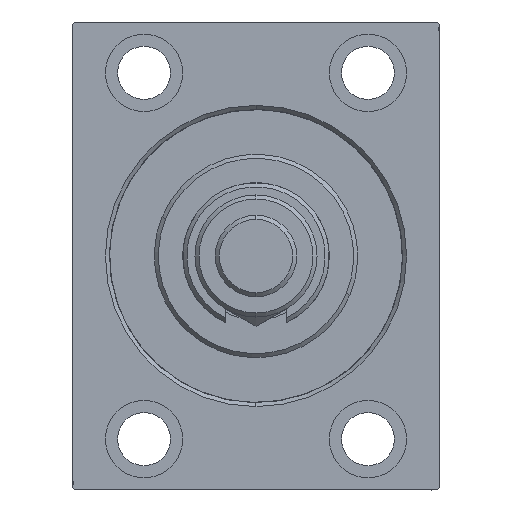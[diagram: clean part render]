
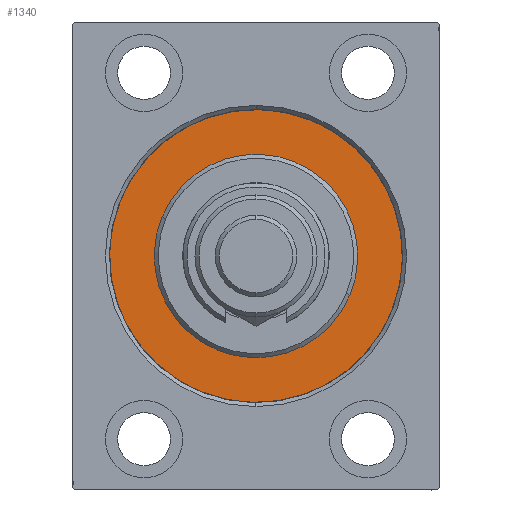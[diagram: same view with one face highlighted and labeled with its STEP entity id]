
A CAD part, left-side view. The second image highlights one B-rep face of the part: STEP entity #1340.
In plain terms, the highlighted face is planar.
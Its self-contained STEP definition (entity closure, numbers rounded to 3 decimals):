
#611 = DIRECTION ( 'NONE',  ( 0., 0., 1. ) ) ;
#1340 = ADVANCED_FACE ( 'NONE', ( #3691, #29707 ), #25934, .F. ) ;
#3533 = CARTESIAN_POINT ( 'NONE',  ( 0., 0., -36. ) ) ;
#3691 = FACE_BOUND ( 'NONE', #40533, .T. ) ;
#4105 = VERTEX_POINT ( 'NONE', #27601 ) ;
#6691 = VERTEX_POINT ( 'NONE', #33852 ) ;
#6901 = AXIS2_PLACEMENT_3D ( 'NONE', #18393, #36357, #31884 ) ;
#7635 = VERTEX_POINT ( 'NONE', #35495 ) ;
#8208 = CIRCLE ( 'NONE', #14213, 25. ) ;
#11507 = DIRECTION ( 'NONE',  ( -1., 0., 0. ) ) ;
#14139 = EDGE_CURVE ( 'NONE', #7635, #6691, #8208, .T. ) ;
#14213 = AXIS2_PLACEMENT_3D ( 'NONE', #18816, #36076, #40090 ) ;
#14697 = ORIENTED_EDGE ( 'NONE', *, *, #14139, .F. ) ;
#15212 = CIRCLE ( 'NONE', #6901, 36. ) ;
#17517 = CARTESIAN_POINT ( 'NONE',  ( 0., 0., 0. ) ) ;
#18393 = CARTESIAN_POINT ( 'NONE',  ( 0., 0., 0. ) ) ;
#18816 = CARTESIAN_POINT ( 'NONE',  ( 0., 0., 0. ) ) ;
#22815 = DIRECTION ( 'NONE',  ( 1., 0., 0. ) ) ;
#24386 = DIRECTION ( 'NONE',  ( 0., 0., 1. ) ) ;
#25078 = DIRECTION ( 'NONE',  ( -1., 0., 0. ) ) ;
#25934 = PLANE ( 'NONE',  #33583 ) ;
#26370 = CARTESIAN_POINT ( 'NONE',  ( 0., 0., 0. ) ) ;
#26888 = VERTEX_POINT ( 'NONE', #3533 ) ;
#27601 = CARTESIAN_POINT ( 'NONE',  ( 0., 0., 36. ) ) ;
#28445 = EDGE_CURVE ( 'NONE', #6691, #7635, #41594, .T. ) ;
#28967 = EDGE_CURVE ( 'NONE', #4105, #26888, #15212, .T. ) ;
#29238 = EDGE_LOOP ( 'NONE', ( #31048, #37074 ) ) ;
#29707 = FACE_OUTER_BOUND ( 'NONE', #29238, .T. ) ;
#31048 = ORIENTED_EDGE ( 'NONE', *, *, #45769, .F. ) ;
#31884 = DIRECTION ( 'NONE',  ( 0., 0., 1. ) ) ;
#33256 = CARTESIAN_POINT ( 'NONE',  ( 0., 0., 0. ) ) ;
#33583 = AXIS2_PLACEMENT_3D ( 'NONE', #33256, #11507, #611 ) ;
#33852 = CARTESIAN_POINT ( 'NONE',  ( 0., 0., 25. ) ) ;
#35495 = CARTESIAN_POINT ( 'NONE',  ( 0., 0., -25. ) ) ;
#36076 = DIRECTION ( 'NONE',  ( 1., 0., 0. ) ) ;
#36302 = DIRECTION ( 'NONE',  ( 0., 0., -1. ) ) ;
#36357 = DIRECTION ( 'NONE',  ( -1., 0., 0. ) ) ;
#36735 = AXIS2_PLACEMENT_3D ( 'NONE', #17517, #25078, #24386 ) ;
#37074 = ORIENTED_EDGE ( 'NONE', *, *, #28967, .F. ) ;
#37394 = ORIENTED_EDGE ( 'NONE', *, *, #28445, .F. ) ;
#39722 = CIRCLE ( 'NONE', #36735, 36. ) ;
#40078 = AXIS2_PLACEMENT_3D ( 'NONE', #26370, #22815, #36302 ) ;
#40090 = DIRECTION ( 'NONE',  ( 0., 0., -1. ) ) ;
#40533 = EDGE_LOOP ( 'NONE', ( #37394, #14697 ) ) ;
#41594 = CIRCLE ( 'NONE', #40078, 25. ) ;
#45769 = EDGE_CURVE ( 'NONE', #26888, #4105, #39722, .T. ) ;
